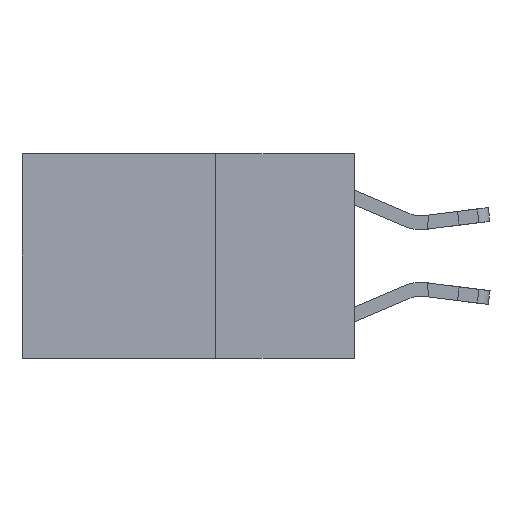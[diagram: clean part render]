
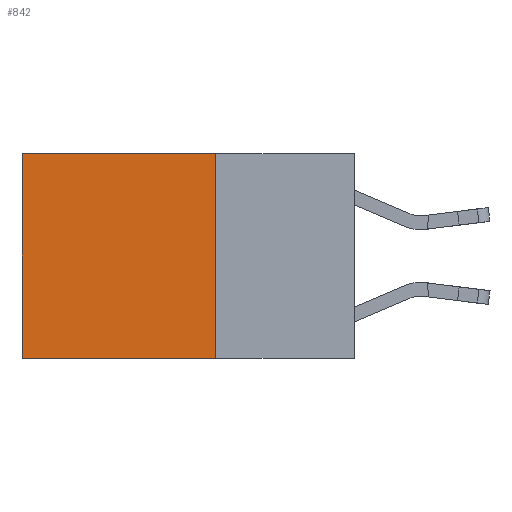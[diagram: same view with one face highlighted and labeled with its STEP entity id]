
A CAD part, left-side view. The second image highlights one B-rep face of the part: STEP entity #842.
In plain terms, the highlighted planar face has unit normal (-1, 0, 0).
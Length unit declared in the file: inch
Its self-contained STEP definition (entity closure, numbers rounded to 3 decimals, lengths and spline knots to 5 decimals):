
#129 = LINE ( 'NONE', #5632, #5987 ) ;
#659 = VECTOR ( 'NONE', #4923, 39.37008 ) ;
#842 = ADVANCED_FACE ( 'NONE', ( #7229 ), #5424, .F. ) ;
#1005 = DIRECTION ( 'NONE',  ( 0., 1., 0. ) ) ;
#1021 = ORIENTED_EDGE ( 'NONE', *, *, #10830, .T. ) ;
#1198 = VERTEX_POINT ( 'NONE', #5091 ) ;
#2218 = EDGE_CURVE ( 'NONE', #8031, #1198, #3080, .T. ) ;
#2245 = VECTOR ( 'NONE', #2883, 39.37008 ) ;
#2552 = LINE ( 'NONE', #3985, #2245 ) ;
#2830 = EDGE_CURVE ( 'NONE', #11573, #8031, #129, .T. ) ;
#2883 = DIRECTION ( 'NONE',  ( 0., 0., -1. ) ) ;
#3080 = LINE ( 'NONE', #11187, #11637 ) ;
#3914 = LINE ( 'NONE', #4802, #659 ) ;
#3985 = CARTESIAN_POINT ( 'NONE',  ( 0.2625, 0.6, 0. ) ) ;
#4535 = CARTESIAN_POINT ( 'NONE',  ( 0.2625, 0.25, 0. ) ) ;
#4612 = DIRECTION ( 'NONE',  ( 0., 0., -1. ) ) ;
#4802 = CARTESIAN_POINT ( 'NONE',  ( 0.2625, 0.25, 0. ) ) ;
#4923 = DIRECTION ( 'NONE',  ( 0., 1., 0. ) ) ;
#5091 = CARTESIAN_POINT ( 'NONE',  ( 0.2625, 0.6, -0.37 ) ) ;
#5424 = PLANE ( 'NONE',  #8848 ) ;
#5425 = CARTESIAN_POINT ( 'NONE',  ( 0.2625, 0.25, 0. ) ) ;
#5548 = DIRECTION ( 'NONE',  ( 0., 0., -1. ) ) ;
#5632 = CARTESIAN_POINT ( 'NONE',  ( 0.2625, 0.25, 0. ) ) ;
#5840 = EDGE_CURVE ( 'NONE', #9277, #1198, #2552, .T. ) ;
#5987 = VECTOR ( 'NONE', #5548, 39.37008 ) ;
#6380 = DIRECTION ( 'NONE',  ( 1., 0., 0. ) ) ;
#7229 = FACE_OUTER_BOUND ( 'NONE', #7656, .T. ) ;
#7656 = EDGE_LOOP ( 'NONE', ( #7671, #10722, #11184, #1021 ) ) ;
#7671 = ORIENTED_EDGE ( 'NONE', *, *, #5840, .T. ) ;
#8031 = VERTEX_POINT ( 'NONE', #10954 ) ;
#8848 = AXIS2_PLACEMENT_3D ( 'NONE', #4535, #6380, #4612 ) ;
#9277 = VERTEX_POINT ( 'NONE', #11490 ) ;
#10722 = ORIENTED_EDGE ( 'NONE', *, *, #2218, .F. ) ;
#10830 = EDGE_CURVE ( 'NONE', #11573, #9277, #3914, .T. ) ;
#10954 = CARTESIAN_POINT ( 'NONE',  ( 0.2625, 0.25, -0.37 ) ) ;
#11184 = ORIENTED_EDGE ( 'NONE', *, *, #2830, .F. ) ;
#11187 = CARTESIAN_POINT ( 'NONE',  ( 0.2625, 0.25, -0.37 ) ) ;
#11490 = CARTESIAN_POINT ( 'NONE',  ( 0.2625, 0.6, 0. ) ) ;
#11573 = VERTEX_POINT ( 'NONE', #5425 ) ;
#11637 = VECTOR ( 'NONE', #1005, 39.37008 ) ;
